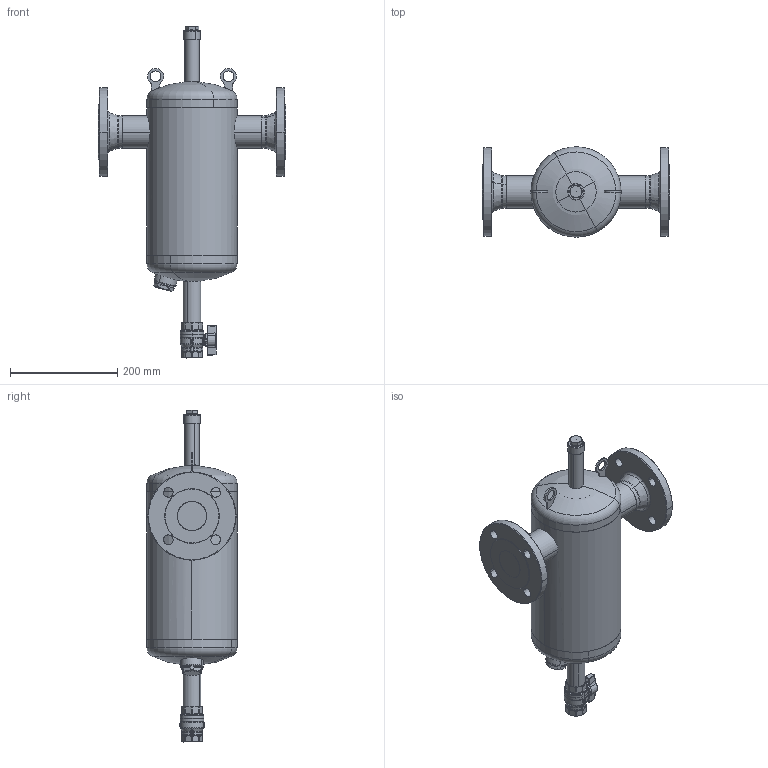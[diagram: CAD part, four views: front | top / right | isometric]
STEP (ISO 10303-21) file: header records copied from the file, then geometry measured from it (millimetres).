
FILE_DESCRIPTION(('CATIA V5 STEP Exchange','CAx-IF Rec.Pracs.--- Model Styling and Organization---1.4--- 2014-01-23','CAx-IF Rec.Pracs.---3D Tessellated Data Validation Properties---0.5---2014-09-14'),'2;1');
FILE_NAME('STEP_546550_-_TST.stp','2022-07-11T14:51:24+00:00',('none'),('none'),'CATIA Version 5-6 Release 2019 SP3','CATIA V5 STEP AP242 v1','none');
FILE_SCHEMA(('AP242_MANAGED_MODEL_BASED_3D_ENGINEERING_MIM_LF {1 0 10303 442 1 1 4}'));
Length unit declared in the file: millimetre
Products named in the file (1): 546550 - TST
Bounding box: 350 x 168.3 x 620 mm (x, y, z)
Volume: 9455936.7 mm3; surface area: 930022.6 mm2
Topology: 19 solids, 27 shells, 999 faces, 2564 edges, 1583 vertices
Faces by surface type: plane 298, cylinder 288, bspline 166, cone 138, torus 81, sphere 28
Entity records: 33489 total; most frequent: CARTESIAN_POINT 13363, ORIENTED_EDGE 4921, DIRECTION 2736, EDGE_CURVE 2542, VERTEX_POINT 1583, AXIS2_PLACEMENT_3D 1330, EDGE_LOOP 1071, ADVANCED_FACE 999
